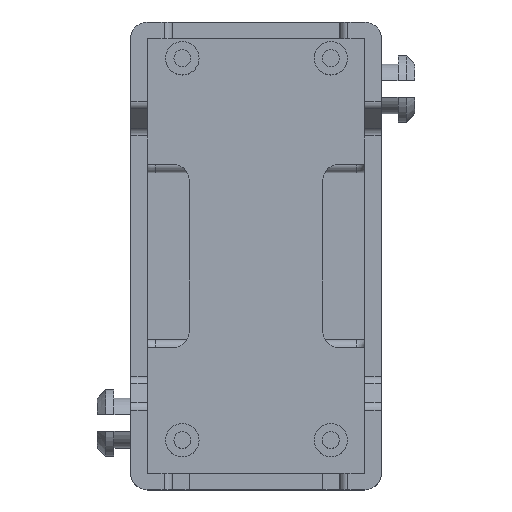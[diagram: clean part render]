
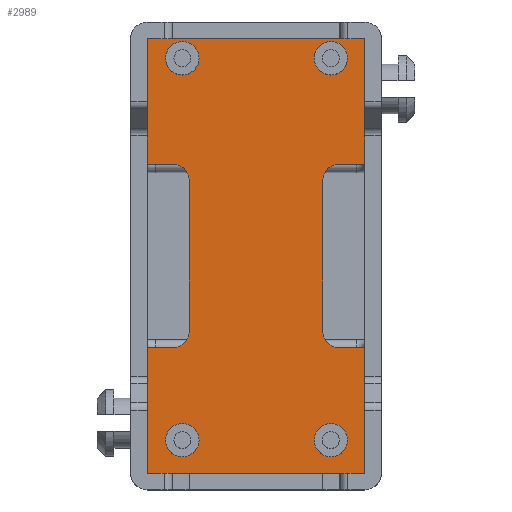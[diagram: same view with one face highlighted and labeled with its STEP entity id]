
A CAD part, top view. The second image highlights one B-rep face of the part: STEP entity #2989.
In plain terms, the highlighted planar face has unit normal (0, 0, 1).
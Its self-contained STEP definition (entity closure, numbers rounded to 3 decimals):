
#119=FACE_BOUND('',#562,.T.);
#120=FACE_BOUND('',#563,.T.);
#121=FACE_BOUND('',#564,.T.);
#122=FACE_BOUND('',#565,.T.);
#228=CIRCLE('',#3275,2.);
#229=CIRCLE('',#3278,2.);
#231=CIRCLE('',#3282,2.);
#234=CIRCLE('',#3287,2.);
#235=CIRCLE('',#3290,2.);
#236=CIRCLE('',#3291,2.);
#237=CIRCLE('',#3292,2.);
#238=CIRCLE('',#3293,2.);
#389=FACE_OUTER_BOUND('',#561,.T.);
#561=EDGE_LOOP('',(#2643,#2644,#2645,#2646,#2647,#2648,#2649,#2650,#2651,
#2652,#2653,#2654,#2655,#2656,#2657,#2658));
#562=EDGE_LOOP('',(#2659));
#563=EDGE_LOOP('',(#2660));
#564=EDGE_LOOP('',(#2661));
#565=EDGE_LOOP('',(#2662));
#843=LINE('',#5006,#1135);
#846=LINE('',#5018,#1138);
#852=LINE('',#5033,#1144);
#855=LINE('',#5044,#1147);
#857=LINE('',#5049,#1149);
#858=LINE('',#5050,#1150);
#859=LINE('',#5052,#1151);
#860=LINE('',#5054,#1152);
#861=LINE('',#5055,#1153);
#862=LINE('',#5057,#1154);
#863=LINE('',#5059,#1155);
#864=LINE('',#5060,#1156);
#1135=VECTOR('',#4055,10.);
#1138=VECTOR('',#4066,10.);
#1144=VECTOR('',#4080,10.);
#1147=VECTOR('',#4091,10.);
#1149=VECTOR('',#4095,10.);
#1150=VECTOR('',#4096,10.);
#1151=VECTOR('',#4097,10.);
#1152=VECTOR('',#4098,10.);
#1153=VECTOR('',#4099,10.);
#1154=VECTOR('',#4100,10.);
#1155=VECTOR('',#4101,10.);
#1156=VECTOR('',#4102,10.);
#1413=VERTEX_POINT('',#4996);
#1414=VERTEX_POINT('',#4998);
#1416=VERTEX_POINT('',#5004);
#1417=VERTEX_POINT('',#5008);
#1418=VERTEX_POINT('',#5009);
#1421=VERTEX_POINT('',#5017);
#1423=VERTEX_POINT('',#5023);
#1424=VERTEX_POINT('',#5024);
#1429=VERTEX_POINT('',#5038);
#1430=VERTEX_POINT('',#5040);
#1431=VERTEX_POINT('',#5047);
#1432=VERTEX_POINT('',#5048);
#1433=VERTEX_POINT('',#5051);
#1434=VERTEX_POINT('',#5053);
#1435=VERTEX_POINT('',#5056);
#1436=VERTEX_POINT('',#5058);
#1437=VERTEX_POINT('',#5061);
#1438=VERTEX_POINT('',#5063);
#1439=VERTEX_POINT('',#5065);
#1440=VERTEX_POINT('',#5067);
#1821=EDGE_CURVE('',#1413,#1414,#228,.T.);
#1825=EDGE_CURVE('',#1413,#1416,#843,.T.);
#1826=EDGE_CURVE('',#1417,#1418,#229,.T.);
#1830=EDGE_CURVE('',#1421,#1418,#846,.T.);
#1833=EDGE_CURVE('',#1423,#1424,#231,.T.);
#1838=EDGE_CURVE('',#1417,#1424,#852,.T.);
#1841=EDGE_CURVE('',#1429,#1430,#234,.T.);
#1843=EDGE_CURVE('',#1429,#1414,#855,.T.);
#1845=EDGE_CURVE('',#1431,#1432,#857,.T.);
#1846=EDGE_CURVE('',#1432,#1430,#858,.T.);
#1847=EDGE_CURVE('',#1416,#1433,#859,.T.);
#1848=EDGE_CURVE('',#1433,#1434,#860,.T.);
#1849=EDGE_CURVE('',#1434,#1421,#861,.T.);
#1850=EDGE_CURVE('',#1423,#1435,#862,.T.);
#1851=EDGE_CURVE('',#1435,#1436,#863,.T.);
#1852=EDGE_CURVE('',#1436,#1431,#864,.T.);
#1853=EDGE_CURVE('',#1437,#1437,#235,.T.);
#1854=EDGE_CURVE('',#1438,#1438,#236,.T.);
#1855=EDGE_CURVE('',#1439,#1439,#237,.T.);
#1856=EDGE_CURVE('',#1440,#1440,#238,.T.);
#2643=ORIENTED_EDGE('',*,*,#1845,.T.);
#2644=ORIENTED_EDGE('',*,*,#1846,.T.);
#2645=ORIENTED_EDGE('',*,*,#1841,.F.);
#2646=ORIENTED_EDGE('',*,*,#1843,.T.);
#2647=ORIENTED_EDGE('',*,*,#1821,.F.);
#2648=ORIENTED_EDGE('',*,*,#1825,.T.);
#2649=ORIENTED_EDGE('',*,*,#1847,.T.);
#2650=ORIENTED_EDGE('',*,*,#1848,.T.);
#2651=ORIENTED_EDGE('',*,*,#1849,.T.);
#2652=ORIENTED_EDGE('',*,*,#1830,.T.);
#2653=ORIENTED_EDGE('',*,*,#1826,.F.);
#2654=ORIENTED_EDGE('',*,*,#1838,.T.);
#2655=ORIENTED_EDGE('',*,*,#1833,.F.);
#2656=ORIENTED_EDGE('',*,*,#1850,.T.);
#2657=ORIENTED_EDGE('',*,*,#1851,.T.);
#2658=ORIENTED_EDGE('',*,*,#1852,.T.);
#2659=ORIENTED_EDGE('',*,*,#1853,.T.);
#2660=ORIENTED_EDGE('',*,*,#1854,.T.);
#2661=ORIENTED_EDGE('',*,*,#1855,.T.);
#2662=ORIENTED_EDGE('',*,*,#1856,.T.);
#2833=PLANE('',#3289);
#2989=ADVANCED_FACE('',(#389,#119,#120,#121,#122),#2833,.T.);
#3275=AXIS2_PLACEMENT_3D('',#4999,#4048,#4049);
#3278=AXIS2_PLACEMENT_3D('',#5010,#4058,#4059);
#3282=AXIS2_PLACEMENT_3D('',#5025,#4071,#4072);
#3287=AXIS2_PLACEMENT_3D('',#5041,#4086,#4087);
#3289=AXIS2_PLACEMENT_3D('',#5046,#4093,#4094);
#3290=AXIS2_PLACEMENT_3D('',#5062,#4103,#4104);
#3291=AXIS2_PLACEMENT_3D('',#5064,#4105,#4106);
#3292=AXIS2_PLACEMENT_3D('',#5066,#4107,#4108);
#3293=AXIS2_PLACEMENT_3D('',#5068,#4109,#4110);
#4048=DIRECTION('center_axis',(0.,0.,
1.));
#4049=DIRECTION('ref_axis',(-0.707,0.707,0.));
#4055=DIRECTION('',(1.,0.,0.));
#4058=DIRECTION('center_axis',(0.,0.,
1.));
#4059=DIRECTION('ref_axis',(0.707,0.707,0.));
#4066=DIRECTION('',(1.,0.,0.));
#4071=DIRECTION('center_axis',(0.,0.,
1.));
#4072=DIRECTION('ref_axis',(0.707,-0.707,0.));
#4080=DIRECTION('',(0.,-1.,0.));
#4086=DIRECTION('center_axis',(0.,0.,
1.));
#4087=DIRECTION('ref_axis',(-0.707,-0.707,0.));
#4091=DIRECTION('',(0.,1.,0.));
#4093=DIRECTION('center_axis',(0.,0.,
1.));
#4094=DIRECTION('ref_axis',(-1.,0.,0.));
#4095=DIRECTION('',(0.,1.,0.));
#4096=DIRECTION('',(-1.,0.,0.));
#4097=DIRECTION('',(0.,1.,0.));
#4098=DIRECTION('',(-1.,0.,0.));
#4099=DIRECTION('',(0.,-1.,0.));
#4100=DIRECTION('',(-1.,0.,0.));
#4101=DIRECTION('',(0.,-1.,0.));
#4102=DIRECTION('',(1.,0.,0.));
#4103=DIRECTION('center_axis',(0.,0.,
-1.));
#4104=DIRECTION('ref_axis',(-1.,0.,0.));
#4105=DIRECTION('center_axis',(0.,0.,
-1.));
#4106=DIRECTION('ref_axis',(-1.,0.,0.));
#4107=DIRECTION('center_axis',(0.,0.,
-1.));
#4108=DIRECTION('ref_axis',(-1.,0.,0.));
#4109=DIRECTION('center_axis',(0.,0.,
-1.));
#4110=DIRECTION('ref_axis',(-1.,0.,0.));
#4996=CARTESIAN_POINT('',(10.,21.,13.995));
#4998=CARTESIAN_POINT('',(8.,19.,13.995));
#4999=CARTESIAN_POINT('Origin',(10.,19.,13.995));
#5004=CARTESIAN_POINT('',(13.,21.,13.995));
#5006=CARTESIAN_POINT('',(6.5,21.,13.995));
#5008=CARTESIAN_POINT('',(-8.,19.,13.995));
#5009=CARTESIAN_POINT('',(-10.,21.,13.995));
#5010=CARTESIAN_POINT('Origin',(-10.,19.,13.995));
#5017=CARTESIAN_POINT('',(-13.,21.,13.995));
#5018=CARTESIAN_POINT('',(-4.,21.,13.995));
#5023=CARTESIAN_POINT('',(-10.,-1.,13.995));
#5024=CARTESIAN_POINT('',(-8.,1.,13.995));
#5025=CARTESIAN_POINT('Origin',(-10.,1.,13.995));
#5033=CARTESIAN_POINT('',(-8.,4.5,13.995));
#5038=CARTESIAN_POINT('',(8.,1.,13.995));
#5040=CARTESIAN_POINT('',(10.,-1.,13.995));
#5041=CARTESIAN_POINT('Origin',(10.,1.,13.995));
#5044=CARTESIAN_POINT('',(8.,15.5,13.995));
#5046=CARTESIAN_POINT('Origin',(0.,10.,13.995));
#5047=CARTESIAN_POINT('',(13.,-16.,13.995));
#5048=CARTESIAN_POINT('',(13.,-1.,13.995));
#5049=CARTESIAN_POINT('',(13.,36.,13.995));
#5050=CARTESIAN_POINT('',(11.75,-1.,13.995));
#5051=CARTESIAN_POINT('',(13.,36.,13.995));
#5052=CARTESIAN_POINT('',(13.,36.,13.995));
#5053=CARTESIAN_POINT('',(-13.,36.,13.995));
#5054=CARTESIAN_POINT('',(-13.,36.,13.995));
#5055=CARTESIAN_POINT('',(-13.,-16.,13.995));
#5056=CARTESIAN_POINT('',(-13.,-1.,13.995));
#5057=CARTESIAN_POINT('',(-6.5,-1.,13.995));
#5058=CARTESIAN_POINT('',(-13.,-16.,13.995));
#5059=CARTESIAN_POINT('',(-13.,-16.,13.995));
#5060=CARTESIAN_POINT('',(13.,-16.,13.995));
#5061=CARTESIAN_POINT('',(10.96,33.66,13.995));
#5062=CARTESIAN_POINT('Origin',(8.96,33.66,13.995));
#5063=CARTESIAN_POINT('',(-6.82,-12.06,13.995));
#5064=CARTESIAN_POINT('Origin',(-8.82,-12.06,13.995));
#5065=CARTESIAN_POINT('',(-6.82,33.66,13.995));
#5066=CARTESIAN_POINT('Origin',(-8.82,33.66,13.995));
#5067=CARTESIAN_POINT('',(10.96,-12.06,13.995));
#5068=CARTESIAN_POINT('Origin',(8.96,-12.06,13.995));
